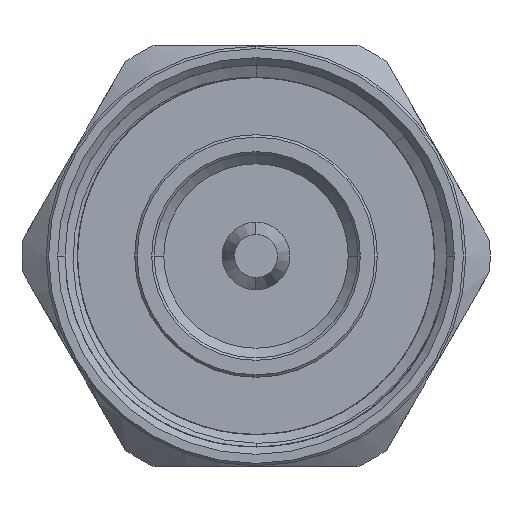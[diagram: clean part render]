
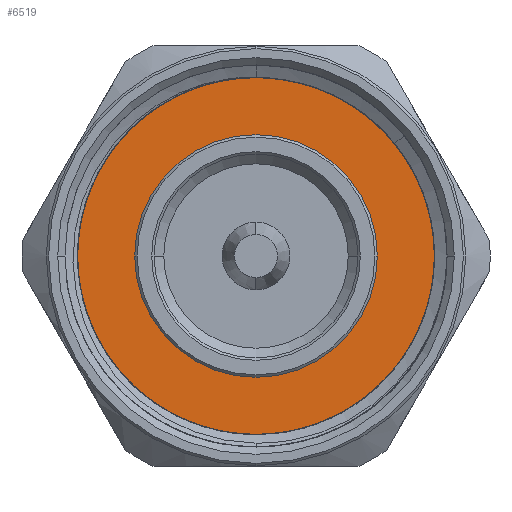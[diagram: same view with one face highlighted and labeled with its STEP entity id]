
A CAD part, left-side view. The second image highlights one B-rep face of the part: STEP entity #6519.
In plain terms, the highlighted planar face has unit normal (-1, 0, 0).
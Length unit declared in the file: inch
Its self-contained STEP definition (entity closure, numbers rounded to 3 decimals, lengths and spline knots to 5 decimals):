
#93 = VERTEX_POINT ( 'NONE', #879 ) ;
#100 = CARTESIAN_POINT ( 'NONE',  ( 0.3317, -0.01075, -0.38563 ) ) ;
#530 = VERTEX_POINT ( 'NONE', #7230 ) ;
#531 = DIRECTION ( 'NONE',  ( -1., 0., 0. ) ) ;
#587 = DIRECTION ( 'NONE',  ( 0., -1., 0. ) ) ;
#842 = EDGE_CURVE ( 'NONE', #5560, #6819, #9146, .T. ) ;
#879 = CARTESIAN_POINT ( 'NONE',  ( 0.3317, -0.24999, 0. ) ) ;
#923 = CARTESIAN_POINT ( 'NONE',  ( 0.3317, 0.20734, -0.31787 ) ) ;
#979 = CARTESIAN_POINT ( 'NONE',  ( 0.3317, 0.36797, -0.03733 ) ) ;
#1033 = CARTESIAN_POINT ( 'NONE',  ( 0.3317, 0.29945, -0.22719 ) ) ;
#1084 = CARTESIAN_POINT ( 'NONE',  ( 0.3317, -0.03846, -0.38495 ) ) ;
#1143 = CARTESIAN_POINT ( 'NONE',  ( 0.3317, 0.02643, -0.38387 ) ) ;
#1186 = AXIS2_PLACEMENT_3D ( 'NONE', #1516, #531, #587 ) ;
#1192 = DIRECTION ( 'NONE',  ( -1., 0., 0. ) ) ;
#1220 = VERTEX_POINT ( 'NONE', #8860 ) ;
#1247 = CARTESIAN_POINT ( 'NONE',  ( 0.3317, -0.19728, -0.33825 ) ) ;
#1256 = CIRCLE ( 'NONE', #9148, 0.3937 ) ;
#1390 = EDGE_CURVE ( 'NONE', #6819, #1220, #1256, .T. ) ;
#1516 = CARTESIAN_POINT ( 'NONE',  ( 0.3317, 0., 0. ) ) ;
#1799 = CARTESIAN_POINT ( 'NONE',  ( 0.3317, 0.36886, -0.01871 ) ) ;
#1855 = CARTESIAN_POINT ( 'NONE',  ( 0.3317, 0.3937, 0. ) ) ;
#1908 = CARTESIAN_POINT ( 'NONE',  ( 0.3317, 0.10823, -0.36857 ) ) ;
#1951 = ORIENTED_EDGE ( 'NONE', *, *, #9757, .T. ) ;
#2042 = VECTOR ( 'NONE', #10705, 39.37008 ) ;
#2072 = CARTESIAN_POINT ( 'NONE',  ( 0.3317, -0.24435, -0.30799 ) ) ;
#2720 = CARTESIAN_POINT ( 'NONE',  ( 0.3317, -0.05683, -0.38319 ) ) ;
#2776 = CARTESIAN_POINT ( 'NONE',  ( 0.3317, 0.36341, -0.07443 ) ) ;
#2989 = EDGE_CURVE ( 'NONE', #4981, #5560, #5729, .T. ) ;
#3044 = CARTESIAN_POINT ( 'NONE',  ( 0.3317, -0.21342, -0.32895 ) ) ;
#3300 = EDGE_CURVE ( 'NONE', #93, #530, #5532, .T. ) ;
#3514 = DIRECTION ( 'NONE',  ( -1., 0., 0. ) ) ;
#3630 = CARTESIAN_POINT ( 'NONE',  ( 0.3317, 0., 0. ) ) ;
#3727 = FACE_BOUND ( 'NONE', #4242, .T. ) ;
#3932 = AXIS2_PLACEMENT_3D ( 'NONE', #8757, #1192, #8871 ) ;
#4242 = EDGE_LOOP ( 'NONE', ( #5674, #5287 ) ) ;
#4301 = CARTESIAN_POINT ( 'NONE',  ( 0.3317, 0.31944, -0.19606 ) ) ;
#4354 = CARTESIAN_POINT ( 'NONE',  ( 0.3317, 0.28835, -0.24193 ) ) ;
#4383 = EDGE_CURVE ( 'NONE', #530, #93, #4495, .T. ) ;
#4456 = EDGE_LOOP ( 'NONE', ( #10713, #1951, #7731, #10366 ) ) ;
#4495 = CIRCLE ( 'NONE', #1186, 0.24999 ) ;
#4981 = VERTEX_POINT ( 'NONE', #1855 ) ;
#5128 = CARTESIAN_POINT ( 'NONE',  ( 0.3317, 0.36833, 0. ) ) ;
#5287 = ORIENTED_EDGE ( 'NONE', *, *, #4383, .F. ) ;
#5293 = CARTESIAN_POINT ( 'NONE',  ( 0.3317, 0.34356, -0.14563 ) ) ;
#5511 = CARTESIAN_POINT ( 'NONE',  ( 0.3317, -0.11165, -0.37259 ) ) ;
#5532 = CIRCLE ( 'NONE', #10121, 0.24999 ) ;
#5560 = VERTEX_POINT ( 'NONE', #10673 ) ;
#5622 = FACE_OUTER_BOUND ( 'NONE', #4456, .T. ) ;
#5674 = ORIENTED_EDGE ( 'NONE', *, *, #3300, .F. ) ;
#5729 = LINE ( 'NONE', #9255, #2042 ) ;
#6057 = CARTESIAN_POINT ( 'NONE',  ( 0.3317, 0.01709, -0.38465 ) ) ;
#6196 = CIRCLE ( 'NONE', #3932, 0.3937 ) ;
#6229 = PLANE ( 'NONE',  #6869 ) ;
#6273 = CARTESIAN_POINT ( 'NONE',  ( 0.3317, -0.259, -0.29645 ) ) ;
#6283 = DIRECTION ( 'NONE',  ( 0., -1., 0. ) ) ;
#6433 = CARTESIAN_POINT ( 'NONE',  ( 0.3317, -0.16408, -0.3544 ) ) ;
#6519 = ADVANCED_FACE ( 'NONE', ( #3727, #5622 ), #6229, .T. ) ;
#6772 = CARTESIAN_POINT ( 'NONE',  ( 0.3317, 0.25057, -0.28294 ) ) ;
#6819 = VERTEX_POINT ( 'NONE', #7704 ) ;
#6869 = AXIS2_PLACEMENT_3D ( 'NONE', #7175, #8043, #6283 ) ;
#6886 = CARTESIAN_POINT ( 'NONE',  ( 0.3317, 0.34982, -0.12826 ) ) ;
#7175 = CARTESIAN_POINT ( 'NONE',  ( 0.3317, 0., 0. ) ) ;
#7230 = CARTESIAN_POINT ( 'NONE',  ( 0.3317, 0.24999, 0. ) ) ;
#7255 = DIRECTION ( 'NONE',  ( 0., -1., 0. ) ) ;
#7603 = CARTESIAN_POINT ( 'NONE',  ( 0.3317, -0.00149, -0.38553 ) ) ;
#7655 = CARTESIAN_POINT ( 'NONE',  ( 0.3317, 0.22225, -0.30698 ) ) ;
#7704 = CARTESIAN_POINT ( 'NONE',  ( 0.3317, -0.27282, -0.28385 ) ) ;
#7708 = CARTESIAN_POINT ( 'NONE',  ( 0.3317, 0.17602, -0.33744 ) ) ;
#7731 = ORIENTED_EDGE ( 'NONE', *, *, #2989, .T. ) ;
#7768 = CARTESIAN_POINT ( 'NONE',  ( 0.3317, 0.32839, -0.17951 ) ) ;
#7817 = CARTESIAN_POINT ( 'NONE',  ( 0.3317, 0.07264, -0.37827 ) ) ;
#8043 = DIRECTION ( 'NONE',  ( -1., 0., 0. ) ) ;
#8080 = CARTESIAN_POINT ( 'NONE',  ( 0.3317, -0.14696, -0.36127 ) ) ;
#8230 = DIRECTION ( 'NONE',  ( -1., 0., 0. ) ) ;
#8710 = CARTESIAN_POINT ( 'NONE',  ( 0.3317, -0.27282, -0.28385 ) ) ;
#8757 = CARTESIAN_POINT ( 'NONE',  ( 0.3317, 0., 0. ) ) ;
#8860 = CARTESIAN_POINT ( 'NONE',  ( 0.3317, -0.3937, 0. ) ) ;
#8871 = DIRECTION ( 'NONE',  ( 0., -1., 0. ) ) ;
#9078 = CARTESIAN_POINT ( 'NONE',  ( 0.3317, 0., 0. ) ) ;
#9146 = B_SPLINE_CURVE_WITH_KNOTS ( 'NONE', 3,
 ( #5128, #1799, #979, #2776, #10373, #6886, #5293, #7768, #4301, #1033, #4354, #10320, #6772, #7655, #923, #7708, #10269, #1908, #7817, #1143, #6057, #7603, #100, #1084, #2720, #9431, #5511, #8080, #6433, #1247, #3044, #2072, #6273, #8710 ),
 .UNSPECIFIED., .F., .F.,
 ( 4, 2, 2, 2, 2, 2, 2, 2, 2, 2, 2, 2, 2, 2, 2, 2, 4 ),
 ( 0., 0.00142, 0.00284, 0.00426, 0.00568, 0.0071, 0.00853, 0.00995, 0.01137, 0.01421, 0.01492, 0.01563, 0.01705, 0.01847, 0.01989, 0.02131, 0.02273 ),
 .UNSPECIFIED. ) ;
#9148 = AXIS2_PLACEMENT_3D ( 'NONE', #9078, #8230, #7255 ) ;
#9255 = CARTESIAN_POINT ( 'NONE',  ( 0.3317, 0., 0. ) ) ;
#9431 = CARTESIAN_POINT ( 'NONE',  ( 0.3317, -0.09337, -0.37703 ) ) ;
#9453 = DIRECTION ( 'NONE',  ( 0., -1., 0. ) ) ;
#9757 = EDGE_CURVE ( 'NONE', #1220, #4981, #6196, .T. ) ;
#10121 = AXIS2_PLACEMENT_3D ( 'NONE', #3630, #3514, #9453 ) ;
#10269 = CARTESIAN_POINT ( 'NONE',  ( 0.3317, 0.15955, -0.34614 ) ) ;
#10320 = CARTESIAN_POINT ( 'NONE',  ( 0.3317, 0.26397, -0.26976 ) ) ;
#10366 = ORIENTED_EDGE ( 'NONE', *, *, #842, .T. ) ;
#10373 = CARTESIAN_POINT ( 'NONE',  ( 0.3317, 0.35974, -0.0927 ) ) ;
#10673 = CARTESIAN_POINT ( 'NONE',  ( 0.3317, 0.36833, 0. ) ) ;
#10705 = DIRECTION ( 'NONE',  ( 0., -1., 0. ) ) ;
#10713 = ORIENTED_EDGE ( 'NONE', *, *, #1390, .T. ) ;
